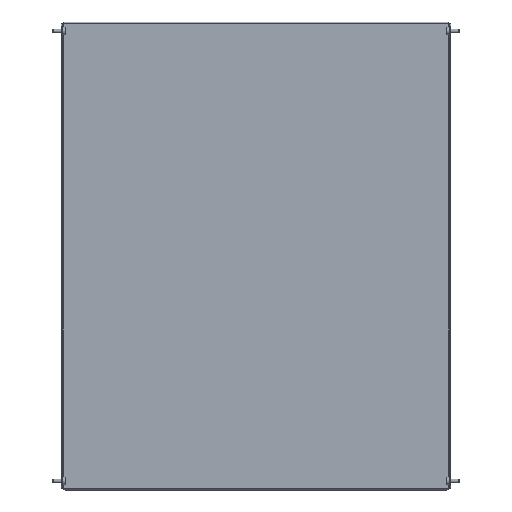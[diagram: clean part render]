
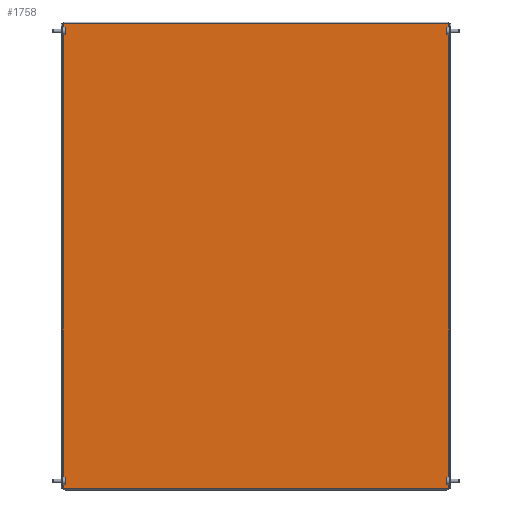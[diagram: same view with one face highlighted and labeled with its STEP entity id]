
A CAD part, top view. The second image highlights one B-rep face of the part: STEP entity #1758.
In plain terms, the highlighted planar face has unit normal (0, 0, 1).
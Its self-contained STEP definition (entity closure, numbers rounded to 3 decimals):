
#14 = ORIENTED_EDGE ( 'NONE', *, *, #741, .T. ) ;
#186 = DIRECTION ( 'NONE',  ( -1., 0., 0. ) ) ;
#288 = VECTOR ( 'NONE', #1384, 1000. ) ;
#292 = VECTOR ( 'NONE', #1762, 1000. ) ;
#304 = ORIENTED_EDGE ( 'NONE', *, *, #1620, .T. ) ;
#329 = CARTESIAN_POINT ( 'NONE',  ( -246.5, -296.5, 0. ) ) ;
#446 = DIRECTION ( 'NONE',  ( 0., 0., 1. ) ) ;
#482 = EDGE_CURVE ( 'NONE', #2196, #504, #1036, .T. ) ;
#504 = VERTEX_POINT ( 'NONE', #1170 ) ;
#529 = EDGE_LOOP ( 'NONE', ( #1316, #1745, #14, #304 ) ) ;
#533 = LINE ( 'NONE', #1623, #604 ) ;
#591 = VECTOR ( 'NONE', #1485, 1000. ) ;
#596 = CARTESIAN_POINT ( 'NONE',  ( 246.5, 296.5, 0. ) ) ;
#604 = VECTOR ( 'NONE', #186, 1000. ) ;
#615 = CARTESIAN_POINT ( 'NONE',  ( -246.5, 296.5, 0. ) ) ;
#719 = LINE ( 'NONE', #1115, #591 ) ;
#741 = EDGE_CURVE ( 'NONE', #504, #960, #719, .T. ) ;
#807 = PLANE ( 'NONE',  #2315 ) ;
#960 = VERTEX_POINT ( 'NONE', #596 ) ;
#1036 = LINE ( 'NONE', #1942, #292 ) ;
#1115 = CARTESIAN_POINT ( 'NONE',  ( 246.5, 299., 0. ) ) ;
#1126 = CARTESIAN_POINT ( 'NONE',  ( 0., 0., 0. ) ) ;
#1170 = CARTESIAN_POINT ( 'NONE',  ( 246.5, -296.5, 0. ) ) ;
#1223 = LINE ( 'NONE', #1359, #288 ) ;
#1316 = ORIENTED_EDGE ( 'NONE', *, *, #2008, .T. ) ;
#1359 = CARTESIAN_POINT ( 'NONE',  ( -246.5, 299., 0. ) ) ;
#1384 = DIRECTION ( 'NONE',  ( 0., -1., 0. ) ) ;
#1483 = FACE_OUTER_BOUND ( 'NONE', #529, .T. ) ;
#1485 = DIRECTION ( 'NONE',  ( 0., 1., 0. ) ) ;
#1534 = DIRECTION ( 'NONE',  ( 1., 0., 0. ) ) ;
#1620 = EDGE_CURVE ( 'NONE', #960, #1747, #533, .T. ) ;
#1623 = CARTESIAN_POINT ( 'NONE',  ( 246.5, 296.5, 0. ) ) ;
#1745 = ORIENTED_EDGE ( 'NONE', *, *, #482, .T. ) ;
#1747 = VERTEX_POINT ( 'NONE', #615 ) ;
#1758 = ADVANCED_FACE ( 'NONE', ( #1483 ), #807, .T. ) ;
#1762 = DIRECTION ( 'NONE',  ( 1., 0., 0. ) ) ;
#1942 = CARTESIAN_POINT ( 'NONE',  ( -246.5, -296.5, 0. ) ) ;
#2008 = EDGE_CURVE ( 'NONE', #1747, #2196, #1223, .T. ) ;
#2196 = VERTEX_POINT ( 'NONE', #329 ) ;
#2315 = AXIS2_PLACEMENT_3D ( 'NONE', #1126, #446, #1534 ) ;
